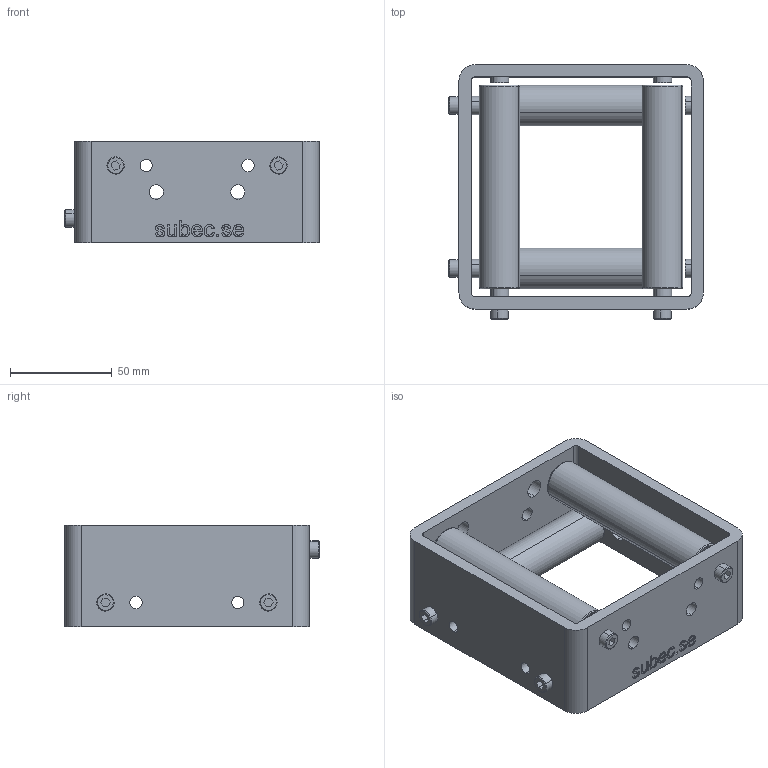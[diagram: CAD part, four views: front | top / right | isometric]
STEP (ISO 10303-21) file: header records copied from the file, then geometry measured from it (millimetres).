
FILE_DESCRIPTION (( 'STEP AP203' ), '1' );
FILE_NAME ('0056.STEP', '2012-12-20T11:04:43', ( '' ), ( '' ), 'SwSTEP 2.0', 'SolidWorks 2012', '' );
FILE_SCHEMA (( 'CONFIG_CONTROL_DESIGN' ));
Length unit declared in the file: millimetre
Products named in the file (1): 0056
Bounding box: 125 x 125 x 50 mm (x, y, z)
Surface area: 96310.2 mm2 (no closed solid volume)
Topology: 0 solids, 23 shells, 312 faces, 824 edges, 540 vertices
Faces by surface type: plane 91, cylinder 84, bspline 73, cone 48, torus 16
Entity records: 13339 total; most frequent: CARTESIAN_POINT 5790, ORIENTED_EDGE 1524, DIRECTION 1438, EDGE_CURVE 824, VERTEX_POINT 540, AXIS2_PLACEMENT_3D 524, VECTOR 390, LINE 390
